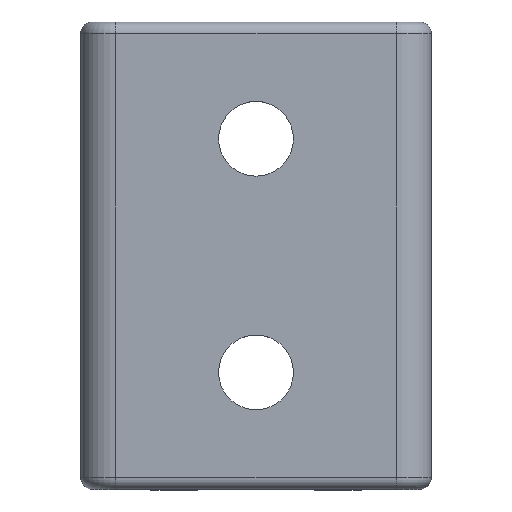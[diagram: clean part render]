
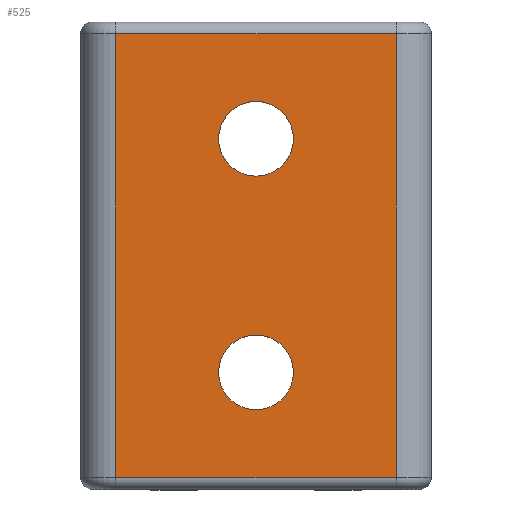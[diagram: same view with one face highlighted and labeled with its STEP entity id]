
A CAD part, top view. The second image highlights one B-rep face of the part: STEP entity #525.
In plain terms, the highlighted planar face has unit normal (0, 0, 1).
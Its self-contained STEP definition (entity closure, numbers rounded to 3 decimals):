
#78 = DIRECTION ( 'NONE',  ( 0., 0., 1. ) ) ;
#118 = DIRECTION ( 'NONE',  ( 1., 0., 0. ) ) ;
#192 = ORIENTED_EDGE ( 'NONE', *, *, #3507, .T. ) ;
#214 = DIRECTION ( 'NONE',  ( -1., 0., 0. ) ) ;
#221 = EDGE_CURVE ( 'NONE', #2908, #3067, #2907, .T. ) ;
#237 = CARTESIAN_POINT ( 'NONE',  ( 0., 15., 8.297 ) ) ;
#248 = VECTOR ( 'NONE', #3528, 1000. ) ;
#295 = CARTESIAN_POINT ( 'NONE',  ( 0., 5., 8.297 ) ) ;
#302 = EDGE_CURVE ( 'NONE', #3067, #2908, #1006, .T. ) ;
#346 = CARTESIAN_POINT ( 'NONE',  ( 1.6, 15., 8.297 ) ) ;
#406 = CARTESIAN_POINT ( 'NONE',  ( 0., 0.5, 8.297 ) ) ;
#447 = CARTESIAN_POINT ( 'NONE',  ( 6., 0.5, 8.297 ) ) ;
#524 = EDGE_LOOP ( 'NONE', ( #3118, #2287 ) ) ;
#525 = ADVANCED_FACE ( 'NONE', ( #1519, #2739, #1198 ), #3684, .F. ) ;
#543 = EDGE_CURVE ( 'NONE', #2179, #3298, #3898, .T. ) ;
#643 = EDGE_CURVE ( 'NONE', #684, #1967, #758, .T. ) ;
#684 = VERTEX_POINT ( 'NONE', #447 ) ;
#758 = LINE ( 'NONE', #3548, #248 ) ;
#808 = VERTEX_POINT ( 'NONE', #1207 ) ;
#892 = DIRECTION ( 'NONE',  ( 0., -1., 0. ) ) ;
#895 = DIRECTION ( 'NONE',  ( 1., 0., 0. ) ) ;
#961 = EDGE_CURVE ( 'NONE', #808, #3076, #2437, .T. ) ;
#971 = CARTESIAN_POINT ( 'NONE',  ( 0., 15., 8.297 ) ) ;
#1006 = CIRCLE ( 'NONE', #3086, 1.6 ) ;
#1013 = CARTESIAN_POINT ( 'NONE',  ( 6., 19.5, 8.297 ) ) ;
#1016 = ORIENTED_EDGE ( 'NONE', *, *, #543, .F. ) ;
#1115 = VECTOR ( 'NONE', #1627, 1000. ) ;
#1165 = LINE ( 'NONE', #1773, #2415 ) ;
#1198 = FACE_OUTER_BOUND ( 'NONE', #1662, .T. ) ;
#1207 = CARTESIAN_POINT ( 'NONE',  ( -6., 19.5, 8.297 ) ) ;
#1456 = DIRECTION ( 'NONE',  ( 0., 0., 1. ) ) ;
#1515 = CARTESIAN_POINT ( 'NONE',  ( -6., 20., 8.297 ) ) ;
#1519 = FACE_BOUND ( 'NONE', #3500, .T. ) ;
#1523 = DIRECTION ( 'NONE',  ( 0., 0., 1. ) ) ;
#1597 = AXIS2_PLACEMENT_3D ( 'NONE', #2440, #2176, #2821 ) ;
#1627 = DIRECTION ( 'NONE',  ( 1., 0., 0. ) ) ;
#1662 = EDGE_LOOP ( 'NONE', ( #3476, #192, #2170, #2965 ) ) ;
#1773 = CARTESIAN_POINT ( 'NONE',  ( -6., 19.5, 8.297 ) ) ;
#1967 = VERTEX_POINT ( 'NONE', #1013 ) ;
#2060 = VECTOR ( 'NONE', #892, 1000. ) ;
#2096 = CARTESIAN_POINT ( 'NONE',  ( 1.6, 5., 8.297 ) ) ;
#2118 = AXIS2_PLACEMENT_3D ( 'NONE', #971, #78, #118 ) ;
#2170 = ORIENTED_EDGE ( 'NONE', *, *, #643, .T. ) ;
#2176 = DIRECTION ( 'NONE',  ( 0., 0., -1. ) ) ;
#2179 = VERTEX_POINT ( 'NONE', #3550 ) ;
#2246 = AXIS2_PLACEMENT_3D ( 'NONE', #3673, #3653, #3706 ) ;
#2279 = AXIS2_PLACEMENT_3D ( 'NONE', #237, #1456, #895 ) ;
#2287 = ORIENTED_EDGE ( 'NONE', *, *, #302, .F. ) ;
#2415 = VECTOR ( 'NONE', #214, 1000. ) ;
#2437 = LINE ( 'NONE', #1515, #2060 ) ;
#2440 = CARTESIAN_POINT ( 'NONE',  ( 0., 20., 8.297 ) ) ;
#2475 = CIRCLE ( 'NONE', #2279, 1.6 ) ;
#2512 = LINE ( 'NONE', #406, #1115 ) ;
#2739 = FACE_BOUND ( 'NONE', #524, .T. ) ;
#2763 = DIRECTION ( 'NONE',  ( 1., 0., 0. ) ) ;
#2821 = DIRECTION ( 'NONE',  ( -1., 0., 0. ) ) ;
#2907 = CIRCLE ( 'NONE', #2246, 1.6 ) ;
#2908 = VERTEX_POINT ( 'NONE', #2096 ) ;
#2965 = ORIENTED_EDGE ( 'NONE', *, *, #3241, .T. ) ;
#2980 = EDGE_CURVE ( 'NONE', #3298, #2179, #2475, .T. ) ;
#3067 = VERTEX_POINT ( 'NONE', #3123 ) ;
#3076 = VERTEX_POINT ( 'NONE', #3439 ) ;
#3086 = AXIS2_PLACEMENT_3D ( 'NONE', #295, #1523, #2763 ) ;
#3118 = ORIENTED_EDGE ( 'NONE', *, *, #221, .F. ) ;
#3123 = CARTESIAN_POINT ( 'NONE',  ( -1.6, 5., 8.297 ) ) ;
#3241 = EDGE_CURVE ( 'NONE', #1967, #808, #1165, .T. ) ;
#3298 = VERTEX_POINT ( 'NONE', #346 ) ;
#3380 = ORIENTED_EDGE ( 'NONE', *, *, #2980, .F. ) ;
#3439 = CARTESIAN_POINT ( 'NONE',  ( -6., 0.5, 8.297 ) ) ;
#3476 = ORIENTED_EDGE ( 'NONE', *, *, #961, .T. ) ;
#3500 = EDGE_LOOP ( 'NONE', ( #3380, #1016 ) ) ;
#3507 = EDGE_CURVE ( 'NONE', #3076, #684, #2512, .T. ) ;
#3528 = DIRECTION ( 'NONE',  ( 0., 1., 0. ) ) ;
#3548 = CARTESIAN_POINT ( 'NONE',  ( 6., 20., 8.297 ) ) ;
#3550 = CARTESIAN_POINT ( 'NONE',  ( -1.6, 15., 8.297 ) ) ;
#3653 = DIRECTION ( 'NONE',  ( 0., 0., 1. ) ) ;
#3673 = CARTESIAN_POINT ( 'NONE',  ( 0., 5., 8.297 ) ) ;
#3684 = PLANE ( 'NONE',  #1597 ) ;
#3706 = DIRECTION ( 'NONE',  ( 1., 0., 0. ) ) ;
#3898 = CIRCLE ( 'NONE', #2118, 1.6 ) ;
